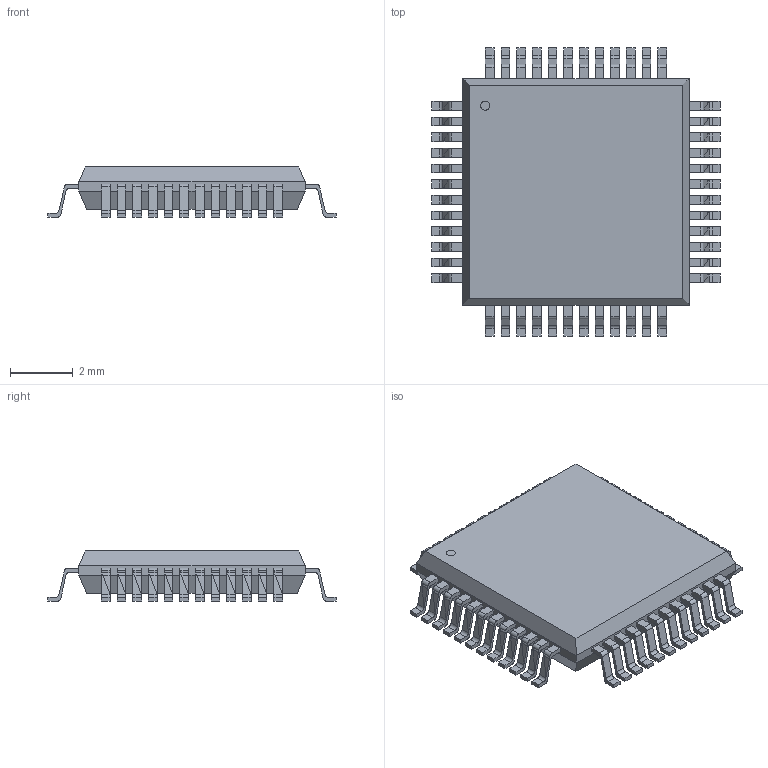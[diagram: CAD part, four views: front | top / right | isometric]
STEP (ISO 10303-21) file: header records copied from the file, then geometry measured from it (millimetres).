
FILE_DESCRIPTION(('STEP AP214'),'1');
FILE_NAME('LQFP-48-L','2018-01-21T02:15:08',(''),(''),'','','');
FILE_SCHEMA(('AUTOMOTIVE_DESIGN'));
Length unit declared in the file: millimetre
Products named in the file (1): product
Bounding box: 9.19 x 9.19 x 1.6 mm (x, y, z)
Volume: 2.5 mm3; surface area: 198.1 mm2
Topology: 49 solids, 63 shells, 689 faces, 1787 edges, 1210 vertices
Faces by surface type: plane 496, cylinder 193
Full cylindrical faces by diameter (mm): 0.289 x1
Entity records: 21766 total; most frequent: CARTESIAN_POINT 3735, DIRECTION 3650, ORIENTED_EDGE 3516, EDGE_CURVE 1786, LINE 1400, VECTOR 1400, VERTEX_POINT 1266, AXIS2_PLACEMENT_3D 1125
